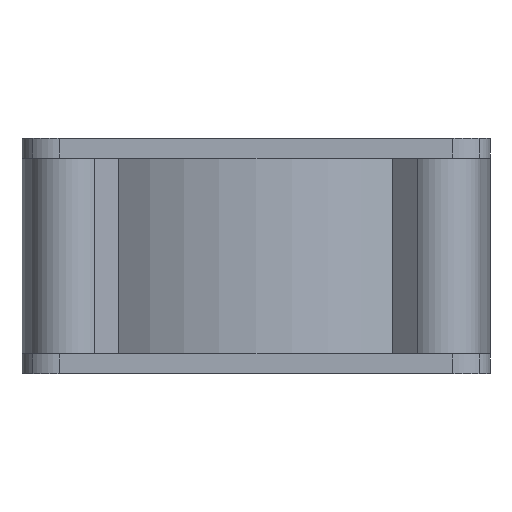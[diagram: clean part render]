
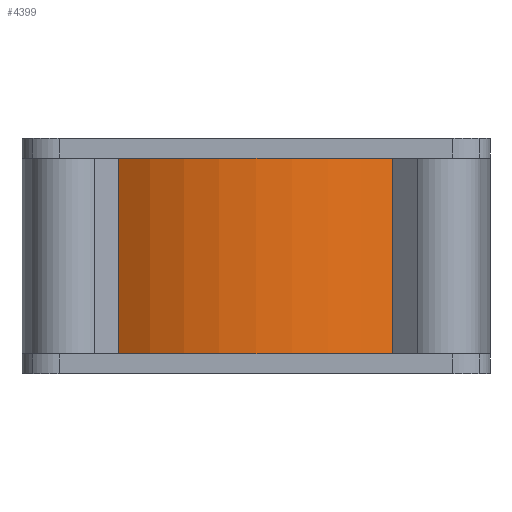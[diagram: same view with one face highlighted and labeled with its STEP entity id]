
A CAD part, left-side view. The second image highlights one B-rep face of the part: STEP entity #4399.
In plain terms, the highlighted cylindrical face has radius 19.939 mm (diameter 39.878 mm), a partial arc.
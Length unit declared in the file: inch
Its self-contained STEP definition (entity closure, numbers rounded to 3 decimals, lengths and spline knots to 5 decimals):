
#3293=CARTESIAN_POINT('',(-0.785,0.0,-0.328));
#3294=VERTEX_POINT('',#3293);
#3301=CARTESIAN_POINT('',(-0.63528,0.46113,-0.328));
#3302=VERTEX_POINT('',#3301);
#3303=CARTESIAN_POINT('',(0.0,0.0,-0.328));
#3304=DIRECTION('',(0.0,0.0,1.0));
#3305=DIRECTION('',(0.0,1.0,0.0));
#3306=AXIS2_PLACEMENT_3D('',#3303,#3304,#3305);
#3307=CIRCLE('',#3306,0.785);
#3308=EDGE_CURVE('',#3302,#3294,#3307,.T.);
#3438=CARTESIAN_POINT('',(-0.63751,-0.45805,-0.328));
#3439=VERTEX_POINT('',#3438);
#3446=CARTESIAN_POINT('',(0.0,0.0,-0.328));
#3447=DIRECTION('',(0.0,0.0,1.0));
#3448=DIRECTION('',(0.0,1.0,0.0));
#3449=AXIS2_PLACEMENT_3D('',#3446,#3447,#3448);
#3450=CIRCLE('',#3449,0.785);
#3451=EDGE_CURVE('',#3294,#3439,#3450,.T.);
#3499=CARTESIAN_POINT('',(-0.785,0.0,0.328));
#3500=VERTEX_POINT('',#3499);
#3507=CARTESIAN_POINT('',(-0.63751,-0.45805,0.328));
#3508=VERTEX_POINT('',#3507);
#3509=CARTESIAN_POINT('',(0.0,0.0,0.328));
#3510=DIRECTION('',(0.0,0.0,1.0));
#3511=DIRECTION('',(0.0,1.0,0.0));
#3512=AXIS2_PLACEMENT_3D('',#3509,#3510,#3511);
#3513=CIRCLE('',#3512,0.785);
#3514=EDGE_CURVE('',#3500,#3508,#3513,.T.);
#3608=CARTESIAN_POINT('',(-0.63528,0.46113,0.328));
#3609=VERTEX_POINT('',#3608);
#3616=CARTESIAN_POINT('',(0.0,0.0,0.328));
#3617=DIRECTION('',(0.0,0.0,1.0));
#3618=DIRECTION('',(0.0,1.0,0.0));
#3619=AXIS2_PLACEMENT_3D('',#3616,#3617,#3618);
#3620=CIRCLE('',#3619,0.785);
#3621=EDGE_CURVE('',#3609,#3500,#3620,.T.);
#4020=CARTESIAN_POINT('',(-0.63751,-0.45805,-0.328));
#4021=DIRECTION('',(0.0,0.0,1.0));
#4022=VECTOR('',#4021,0.656);
#4023=LINE('',#4020,#4022);
#4024=EDGE_CURVE('',#3439,#3508,#4023,.T.);
#4100=CARTESIAN_POINT('',(-0.63528,0.46113,0.328));
#4101=DIRECTION('',(0.0,0.0,-1.0));
#4102=VECTOR('',#4101,0.656);
#4103=LINE('',#4100,#4102);
#4104=EDGE_CURVE('',#3609,#3302,#4103,.T.);
#4386=CARTESIAN_POINT('',(0.0,0.0,0.0));
#4387=DIRECTION('',(0.0,0.0,1.0));
#4388=DIRECTION('',(0.0,1.0,0.0));
#4389=AXIS2_PLACEMENT_3D('',#4386,#4387,#4388);
#4390=CYLINDRICAL_SURFACE('',#4389,0.785);
#4391=ORIENTED_EDGE('',*,*,#4024,.T.);
#4392=ORIENTED_EDGE('',*,*,#3514,.F.);
#4393=ORIENTED_EDGE('',*,*,#3621,.F.);
#4394=ORIENTED_EDGE('',*,*,#4104,.T.);
#4395=ORIENTED_EDGE('',*,*,#3308,.T.);
#4396=ORIENTED_EDGE('',*,*,#3451,.T.);
#4397=EDGE_LOOP('',(#4391,#4392,#4393,#4394,#4395,#4396));
#4398=FACE_OUTER_BOUND('',#4397,.T.);
#4399=ADVANCED_FACE('',(#4398),#4390,.T.);
